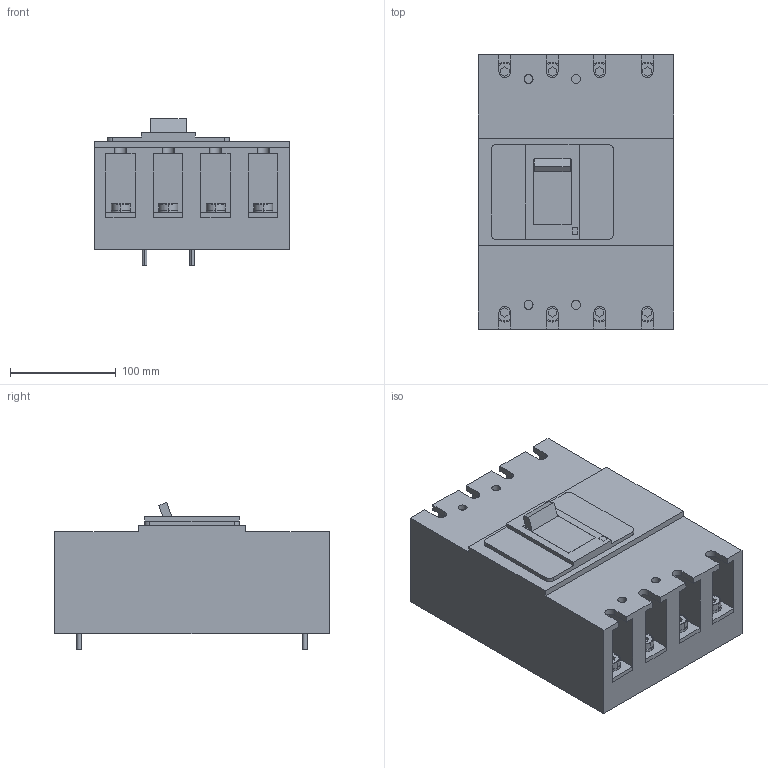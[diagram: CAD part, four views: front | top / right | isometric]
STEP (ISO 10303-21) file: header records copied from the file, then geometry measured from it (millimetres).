
FILE_DESCRIPTION(('CoCreate Modeling STEP Export'),'2;1');
FILE_NAME('ＰＶＳ４００ＮＮＬ４Ｆ.stp','2012-03-23T15:30:35',(''),(''),'CoCreate Modeling STEP processor for AP214 (Solid Model)','CoCreate Modeling 17.0 01-Apr-2010 (C) Parametric Technology GmbH','');
FILE_SCHEMA(('AUTOMOTIVE_DESIGN { 1 0 10303 214 1 1 1 1 }'));
Length unit declared in the file: millimetre
Products named in the file (5): p4.4; p2.1; p1; p3.7; ＰＶＳ４００ＮＮＬ４Ｆ
Assembly tree (21 placements, depth 2):
  ＰＶＳ４００ＮＮＬ４Ｆ
    p3.7  x8
    p4.4  x8
    p1
    p2.1  x4
Bounding box: 185 x 260 x 139.2 mm (x, y, z)
Volume: 4447156.4 mm3; surface area: 279902.1 mm2
Topology: 21 solids, 21 shells, 398 faces, 912 edges, 608 vertices
Faces by surface type: plane 258, cylinder 140
Entity records: 5240 total; most frequent: ORIENTED_EDGE 912, CARTESIAN_POINT 856, DIRECTION 782, EDGE_CURVE 456, VECTOR 322, LINE 322, VERTEX_POINT 304, AXIS2_PLACEMENT_3D 230
